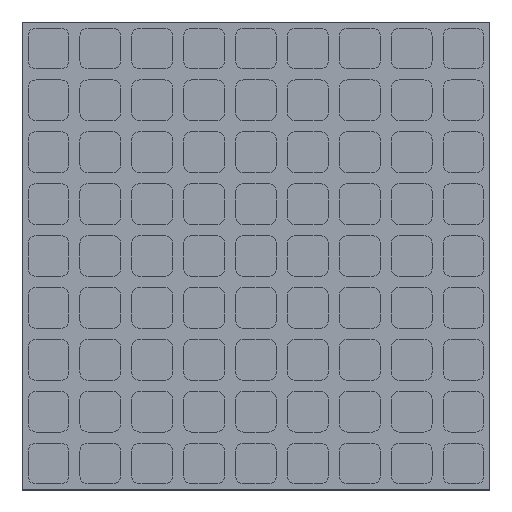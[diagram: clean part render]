
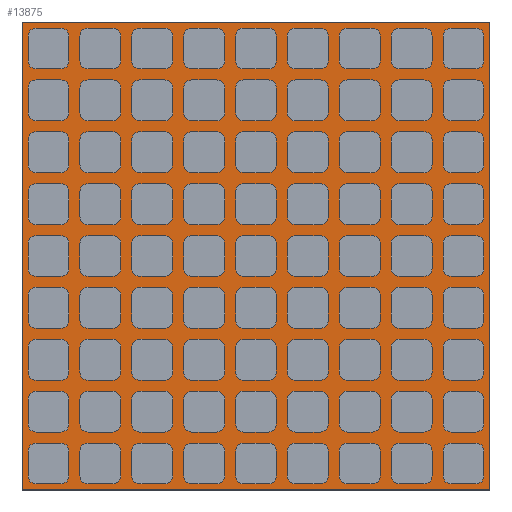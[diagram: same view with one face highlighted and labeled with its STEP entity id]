
A CAD part, top view. The second image highlights one B-rep face of the part: STEP entity #13875.
In plain terms, the highlighted planar face has unit normal (0, 0, 1).
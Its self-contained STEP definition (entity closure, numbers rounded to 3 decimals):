
#1963=FACE_OUTER_BOUND('',#2779,.T.);
#2779=EDGE_LOOP('',(#12561,#12562,#12563,#12564));
#4077=LINE('',#23728,#5385);
#4081=LINE('',#23736,#5389);
#4084=LINE('',#23742,#5392);
#4087=LINE('',#23747,#5395);
#5385=VECTOR('',#19652,10.);
#5389=VECTOR('',#19658,10.);
#5392=VECTOR('',#19663,10.);
#5395=VECTOR('',#19668,10.);
#6693=VERTEX_POINT('',#23726);
#6694=VERTEX_POINT('',#23727);
#6697=VERTEX_POINT('',#23735);
#6699=VERTEX_POINT('',#23741);
#8645=EDGE_CURVE('',#6693,#6694,#4077,.T.);
#8649=EDGE_CURVE('',#6697,#6693,#4081,.T.);
#8652=EDGE_CURVE('',#6699,#6697,#4084,.T.);
#8655=EDGE_CURVE('',#6694,#6699,#4087,.T.);
#12561=ORIENTED_EDGE('',*,*,#8655,.F.);
#12562=ORIENTED_EDGE('',*,*,#8645,.F.);
#12563=ORIENTED_EDGE('',*,*,#8649,.F.);
#12564=ORIENTED_EDGE('',*,*,#8652,.F.);
#13059=PLANE('',#15434);
#13875=ADVANCED_FACE('',(#1963),#13059,.T.);
#15434=AXIS2_PLACEMENT_3D('',#23749,#19670,#19671);
#19652=DIRECTION('',(0.,-1.,0.));
#19658=DIRECTION('',(1.,0.,0.));
#19663=DIRECTION('',(0.,1.,0.));
#19668=DIRECTION('',(-1.,0.,0.));
#19670=DIRECTION('center_axis',(0.,0.,1.));
#19671=DIRECTION('ref_axis',(1.,0.,0.));
#23726=CARTESIAN_POINT('',(20.,20.,0.));
#23727=CARTESIAN_POINT('',(20.,-20.,0.));
#23728=CARTESIAN_POINT('',(20.,20.,0.));
#23735=CARTESIAN_POINT('',(-20.,20.,0.));
#23736=CARTESIAN_POINT('',(-20.,20.,0.));
#23741=CARTESIAN_POINT('',(-20.,-20.,0.));
#23742=CARTESIAN_POINT('',(-20.,-20.,0.));
#23747=CARTESIAN_POINT('',(20.,-20.,0.));
#23749=CARTESIAN_POINT('Origin',(0.,0.,0.));
